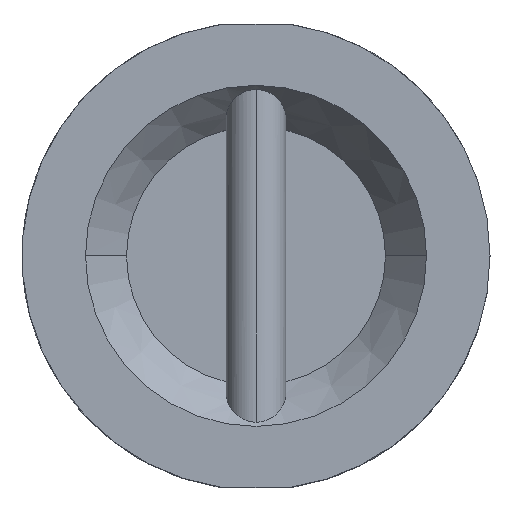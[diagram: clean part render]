
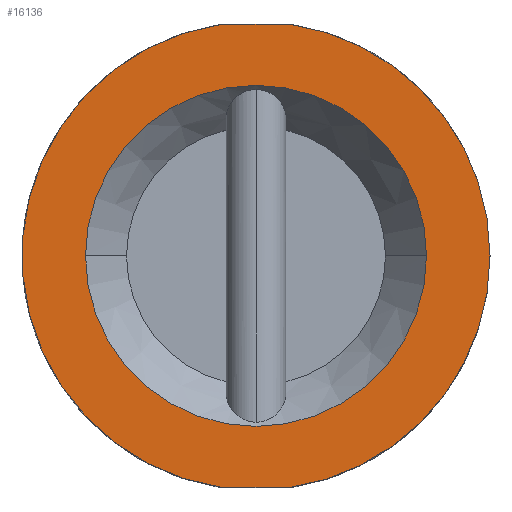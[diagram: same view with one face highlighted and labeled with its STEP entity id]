
A CAD part, top view. The second image highlights one B-rep face of the part: STEP entity #16136.
In plain terms, the highlighted planar face has unit normal (0, 0, 1).
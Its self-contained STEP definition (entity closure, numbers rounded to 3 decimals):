
#4428 = DIRECTION ( 'NONE',  ( 1., 0., 0. ) ) ;
#4429 = DIRECTION ( 'NONE',  ( 0., 0., 1. ) ) ;
#4430 = CARTESIAN_POINT ( 'NONE',  ( 0., 0., 0. ) ) ;
#4432 = AXIS2_PLACEMENT_3D ( 'NONE', #4430, #4429, #4428 ) ;
#4434 = CIRCLE ( 'NONE', #4432, 94. ) ;
#4439 = CARTESIAN_POINT ( 'NONE',  ( 13.675, 93., 0. ) ) ;
#4718 = DIRECTION ( 'NONE',  ( -1., 0., 0. ) ) ;
#4719 = DIRECTION ( 'NONE',  ( 0., 0., -1. ) ) ;
#4721 = CARTESIAN_POINT ( 'NONE',  ( -68.5, 0., 0. ) ) ;
#4722 = AXIS2_PLACEMENT_3D ( 'NONE', #4721, #4719, #4718 ) ;
#4724 = PLANE ( 'NONE',  #4722 ) ;
#4726 = FACE_BOUND ( 'NONE', #16199, .T. ) ;
#4729 = DIRECTION ( 'NONE',  ( 1., 0., 0. ) ) ;
#4730 = DIRECTION ( 'NONE',  ( 0., 0., 1. ) ) ;
#4731 = AXIS2_PLACEMENT_3D ( 'NONE', #4740, #4730, #4729 ) ;
#4733 = CIRCLE ( 'NONE', #4731, 68.5 ) ;
#4734 = FACE_OUTER_BOUND ( 'NONE', #16137, .T. ) ;
#4740 = CARTESIAN_POINT ( 'NONE',  ( 0., 0., 0. ) ) ;
#5037 = CARTESIAN_POINT ( 'NONE',  ( -13.675, -93., 0. ) ) ;
#5043 = CARTESIAN_POINT ( 'NONE',  ( -13.675, 93., 0. ) ) ;
#5044 = DIRECTION ( 'NONE',  ( 1., 0., 0. ) ) ;
#5046 = DIRECTION ( 'NONE',  ( 0., 0., 1. ) ) ;
#5048 = CARTESIAN_POINT ( 'NONE',  ( 0., 0., 0. ) ) ;
#5049 = AXIS2_PLACEMENT_3D ( 'NONE', #5048, #5046, #5044 ) ;
#5050 = CIRCLE ( 'NONE', #5049, 94. ) ;
#5085 = DIRECTION ( 'NONE',  ( 1., 0., 0. ) ) ;
#5086 = VECTOR ( 'NONE', #5085, 1000. ) ;
#5088 = CARTESIAN_POINT ( 'NONE',  ( -13.675, 93., 0. ) ) ;
#5090 = LINE ( 'NONE', #5088, #5086 ) ;
#5093 = DIRECTION ( 'NONE',  ( -1., 0., 0. ) ) ;
#5094 = VECTOR ( 'NONE', #5093, 1000. ) ;
#5096 = CARTESIAN_POINT ( 'NONE',  ( -13.675, -93., 0. ) ) ;
#5097 = LINE ( 'NONE', #5096, #5094 ) ;
#10114 = CARTESIAN_POINT ( 'NONE',  ( 13.675, -93., 0. ) ) ;
#10115 = DIRECTION ( 'NONE',  ( 1., 0., 0. ) ) ;
#10116 = DIRECTION ( 'NONE',  ( 0., 0., 1. ) ) ;
#10117 = CARTESIAN_POINT ( 'NONE',  ( 0., 0., 0. ) ) ;
#10118 = AXIS2_PLACEMENT_3D ( 'NONE', #10117, #10116, #10115 ) ;
#10119 = CIRCLE ( 'NONE', #10118, 94. ) ;
#10124 = CARTESIAN_POINT ( 'NONE',  ( 94., 0., 0. ) ) ;
#12220 = CARTESIAN_POINT ( 'NONE',  ( 68.5, 0., 0. ) ) ;
#12221 = DIRECTION ( 'NONE',  ( 1., 0., 0. ) ) ;
#12222 = DIRECTION ( 'NONE',  ( 0., 0., 1. ) ) ;
#12223 = CARTESIAN_POINT ( 'NONE',  ( 0., 0., 0. ) ) ;
#12224 = AXIS2_PLACEMENT_3D ( 'NONE', #12223, #12222, #12221 ) ;
#12225 = CIRCLE ( 'NONE', #12224, 68.5 ) ;
#12315 = CARTESIAN_POINT ( 'NONE',  ( -68.5, 0., 0. ) ) ;
#16047 = VERTEX_POINT ( 'NONE', #4439 ) ;
#16049 = EDGE_CURVE ( 'NONE', #17818, #16047, #4434, .T. ) ;
#16135 = EDGE_CURVE ( 'NONE', #17261, #17335, #4733, .T. ) ;
#16136 = ADVANCED_FACE ( 'NONE', ( #4734, #4726 ), #4724, .F. ) ;
#16137 = EDGE_LOOP ( 'NONE', ( #16138, #16193, #16195, #16196, #16197 ) ) ;
#16138 = ORIENTED_EDGE ( 'NONE', *, *, #16187, .T. ) ;
#16187 = EDGE_CURVE ( 'NONE', #16188, #16192, #5050, .T. ) ;
#16188 = VERTEX_POINT ( 'NONE', #5043 ) ;
#16192 = VERTEX_POINT ( 'NONE', #5037 ) ;
#16193 = ORIENTED_EDGE ( 'NONE', *, *, #16194, .F. ) ;
#16194 = EDGE_CURVE ( 'NONE', #17824, #16192, #5097, .T. ) ;
#16195 = ORIENTED_EDGE ( 'NONE', *, *, #17823, .T. ) ;
#16196 = ORIENTED_EDGE ( 'NONE', *, *, #16049, .T. ) ;
#16197 = ORIENTED_EDGE ( 'NONE', *, *, #16198, .F. ) ;
#16198 = EDGE_CURVE ( 'NONE', #16188, #16047, #5090, .T. ) ;
#16199 = EDGE_LOOP ( 'NONE', ( #16201, #16202 ) ) ;
#16201 = ORIENTED_EDGE ( 'NONE', *, *, #16135, .F. ) ;
#16202 = ORIENTED_EDGE ( 'NONE', *, *, #17260, .F. ) ;
#17260 = EDGE_CURVE ( 'NONE', #17335, #17261, #12225, .T. ) ;
#17261 = VERTEX_POINT ( 'NONE', #12220 ) ;
#17335 = VERTEX_POINT ( 'NONE', #12315 ) ;
#17818 = VERTEX_POINT ( 'NONE', #10124 ) ;
#17823 = EDGE_CURVE ( 'NONE', #17824, #17818, #10119, .T. ) ;
#17824 = VERTEX_POINT ( 'NONE', #10114 ) ;
